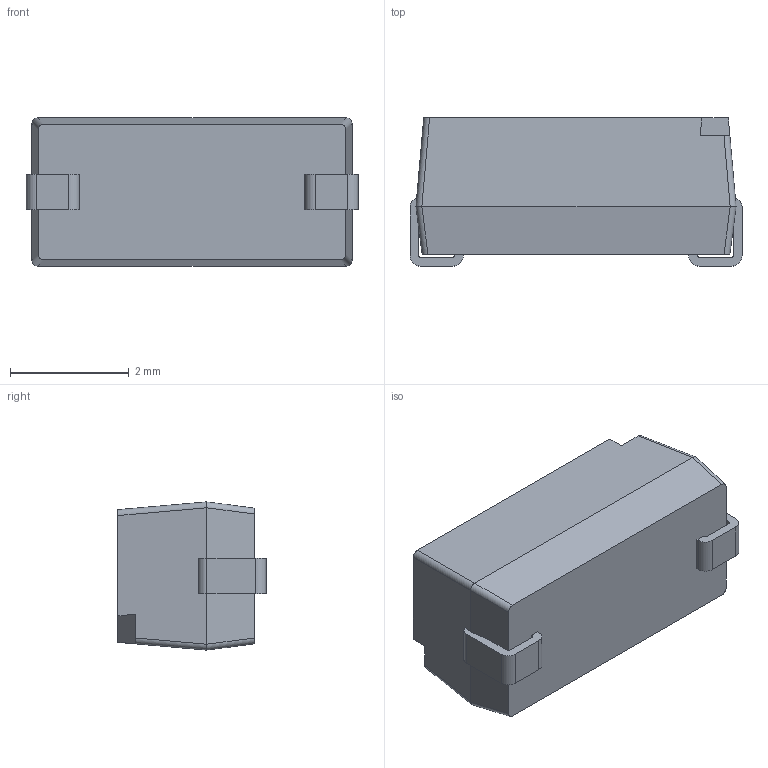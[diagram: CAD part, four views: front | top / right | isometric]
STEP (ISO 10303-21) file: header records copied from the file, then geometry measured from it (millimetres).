
FILE_DESCRIPTION (( 'STEP AP214' ), '1' );
FILE_NAME ('CHS-01TA.STEP', '2022-06-07T17:14:26', ( '' ), ( '' ), 'SwSTEP 2.0', 'SolidWorks 2017', '' );
FILE_SCHEMA (( 'AUTOMOTIVE_DESIGN' ));
Length unit declared in the file: millimetre
Products named in the file (4): switch^CHS-01xx; CHS-01 body; pin^CHS-01xx; CHS-01TA
Assembly tree (3 placements, depth 2):
  CHS-01TA
    CHS-01 body
    pin^CHS-01xx
    switch^CHS-01xx
Bounding box: 5.6 x 2.5 x 2.5 mm (x, y, z)
Volume: 28.7 mm3; surface area: 69 mm2
Topology: 4 solids, 4 shells, 74 faces, 188 edges, 124 vertices
Faces by surface type: plane 56, cylinder 18
Entity records: 2363 total; most frequent: CARTESIAN_POINT 428, ORIENTED_EDGE 376, DIRECTION 356, EDGE_CURVE 188, LINE 156, VECTOR 156, VERTEX_POINT 124, AXIS2_PLACEMENT_3D 100
